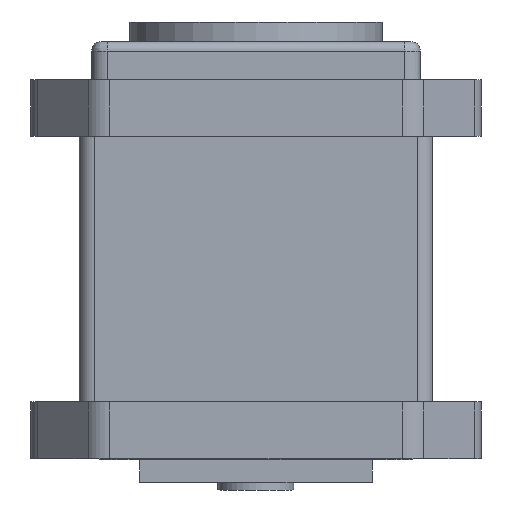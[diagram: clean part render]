
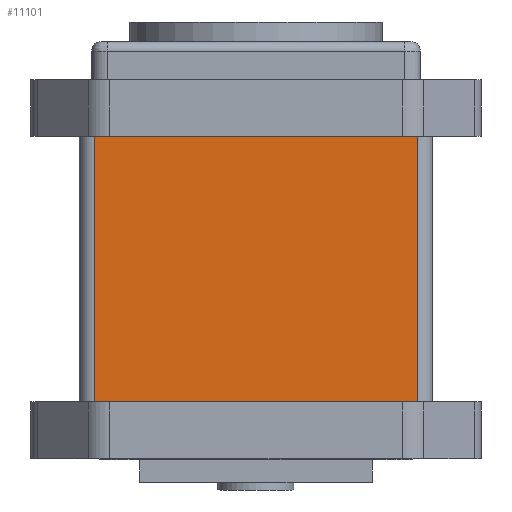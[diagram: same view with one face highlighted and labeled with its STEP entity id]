
A CAD part, left-side view. The second image highlights one B-rep face of the part: STEP entity #11101.
In plain terms, the highlighted planar face has unit normal (-1, 0, 0).
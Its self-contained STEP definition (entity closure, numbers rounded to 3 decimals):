
#1668=FACE_OUTER_BOUND('',#2308,.T.);
#2308=EDGE_LOOP('',(#9906,#9907,#9908,#9909));
#3210=LINE('',#42170,#4081);
#3215=LINE('',#42194,#4086);
#3216=LINE('',#42196,#4087);
#3217=LINE('',#42197,#4088);
#4081=VECTOR('',#15005,10.);
#4086=VECTOR('',#15032,10.);
#4087=VECTOR('',#15033,10.);
#4088=VECTOR('',#15034,10.);
#5258=VERTEX_POINT('',#42167);
#5259=VERTEX_POINT('',#42169);
#5267=VERTEX_POINT('',#42193);
#5268=VERTEX_POINT('',#42195);
#6863=EDGE_CURVE('',#5258,#5259,#3210,.T.);
#6875=EDGE_CURVE('',#5259,#5267,#3215,.T.);
#6876=EDGE_CURVE('',#5268,#5258,#3216,.T.);
#6877=EDGE_CURVE('',#5268,#5267,#3217,.F.);
#9906=ORIENTED_EDGE('',*,*,#6875,.F.);
#9907=ORIENTED_EDGE('',*,*,#6863,.F.);
#9908=ORIENTED_EDGE('',*,*,#6876,.F.);
#9909=ORIENTED_EDGE('',*,*,#6877,.T.);
#10507=PLANE('',#12161);
#11101=ADVANCED_FACE('',(#1668),#10507,.T.);
#12161=AXIS2_PLACEMENT_3D('',#42192,#15030,#15031);
#15005=DIRECTION('',(0.,-1.,0.));
#15030=DIRECTION('center_axis',(-1.,0.,0.));
#15031=DIRECTION('ref_axis',(0.,-1.,0.));
#15032=DIRECTION('',(0.,0.,-1.));
#15033=DIRECTION('',(0.,0.,1.));
#15034=DIRECTION('',(0.,1.,0.));
#42167=CARTESIAN_POINT('',(-23.837,12.766,9.649));
#42169=CARTESIAN_POINT('',(-23.837,-12.764,9.649));
#42170=CARTESIAN_POINT('',(-23.837,-5.862,9.649));
#42192=CARTESIAN_POINT('Origin',(-23.837,-11.714,-11.831));
#42193=CARTESIAN_POINT('',(-23.837,-12.764,-11.331));
#42194=CARTESIAN_POINT('',(-23.837,-12.764,-11.831));
#42195=CARTESIAN_POINT('',(-23.837,12.766,-11.331));
#42196=CARTESIAN_POINT('',(-23.837,12.766,-11.831));
#42197=CARTESIAN_POINT('',(-23.837,-5.86,-11.331));
